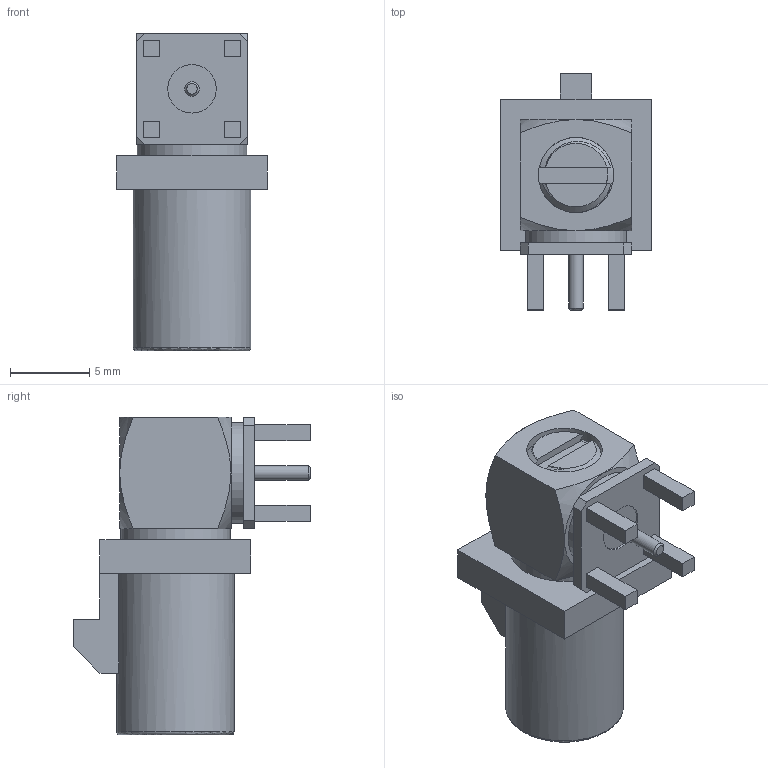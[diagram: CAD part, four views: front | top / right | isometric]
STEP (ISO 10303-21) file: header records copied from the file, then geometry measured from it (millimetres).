
FILE_DESCRIPTION (( 'STEP AP203' ), '1' );
FILE_NAME ('FMCN44255_3D.step', '2022-12-06T19:13:46', ( '' ), ( '' ), 'SwSTEP 2.0', 'SolidWorks 2021', '' );
FILE_SCHEMA (( 'CONFIG_CONTROL_DESIGN' ));
Length unit declared in the file: inch
Products named in the file (1): FMCN44255_3D
Bounding box: 9.5 x 14.9 x 20 mm (x, y, z)
Volume: 876.6 mm3; surface area: 1164.4 mm2
Topology: 2 solids, 2 shells, 105 faces, 241 edges, 156 vertices
Faces by surface type: plane 64, cone 16, cylinder 15, bspline 7, torus 3
Full cylindrical faces by diameter (mm): 0.508 x1, 0.524 x1, 0.6 x1, 0.62 x1, 0.914 x1, 0.965 x1, 1.2 x1, 2.032 x1, 3.048 x1, 3.302 x1, 4.749 x1, 6.35 x1, 6.401 x1, 6.883 x1, 7.417 x1
Entity records: 4444 total; most frequent: CARTESIAN_POINT 2208, ORIENTED_EDGE 424, DIRECTION 407, EDGE_CURVE 212, VERTEX_POINT 150, AXIS2_PLACEMENT_3D 147, EDGE_LOOP 146, FACE_OUTER_BOUND 123
